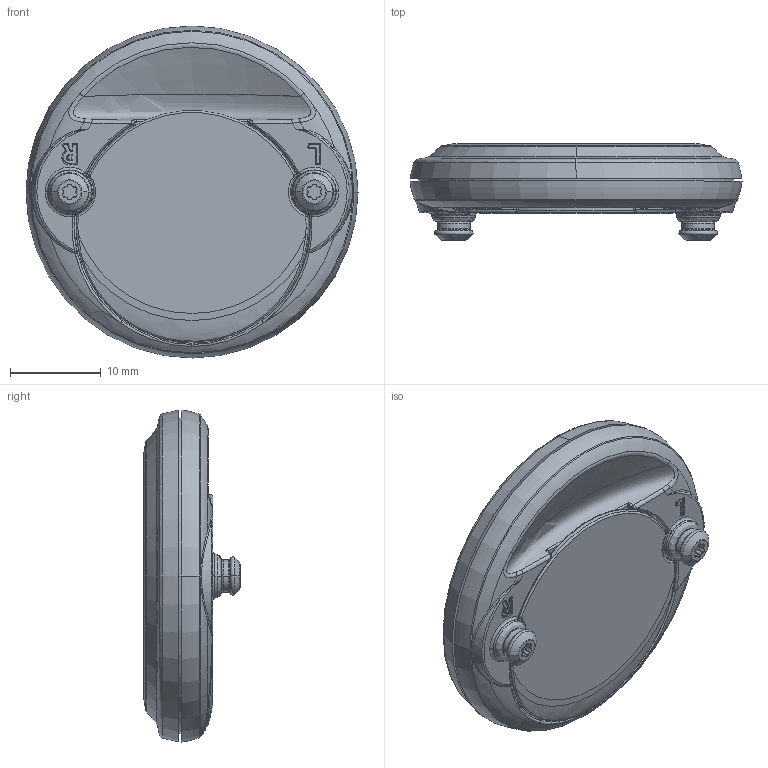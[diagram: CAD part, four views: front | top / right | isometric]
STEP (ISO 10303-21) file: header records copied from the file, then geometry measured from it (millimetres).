
FILE_DESCRIPTION((''),'2;1');
FILE_NAME('SUUNTO-MOVESENSE-EXT-SURFACES','2017-05-19T',('hurskaiv'),(''),'CREO PARAMETRIC BY PTC INC, 2015380','CREO PARAMETRIC BY PTC INC, 2015380','');
FILE_SCHEMA(('CONFIG_CONTROL_DESIGN'));
Products named in the file (1): SUUNTO-MOVESENSE-EXT-SURFACES
Bounding box: 36.67 x 10.63 x 36.67 mm (x, y, z)
Volume: 6966.3 mm3; surface area: 3217.4 mm2
Topology: 1 solids, 1 shells, 374 faces, 910 edges, 542 vertices
Faces by surface type: bspline 186, cylinder 67, torus 57, plane 31, cone 26, revolution 7
Entity records: 47865 total; most frequent: CARTESIAN_POINT 37485, ORIENTED_EDGE 1808, DIRECTION 1115, PRESENTATION_STYLE_ASSIGNMENT 905, STYLED_ITEM 905, CURVE_STYLE 904, EDGE_CURVE 904, VERTEX_POINT 542
